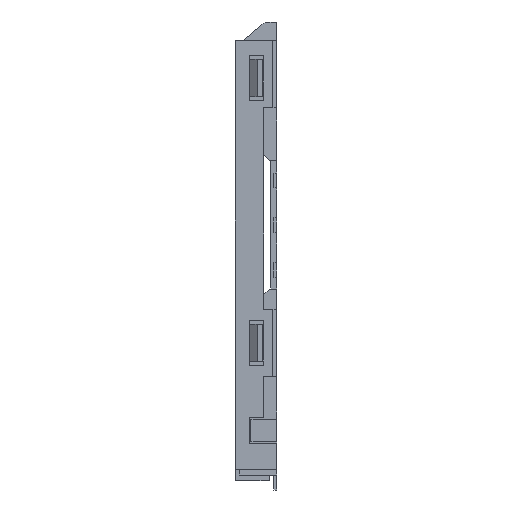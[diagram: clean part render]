
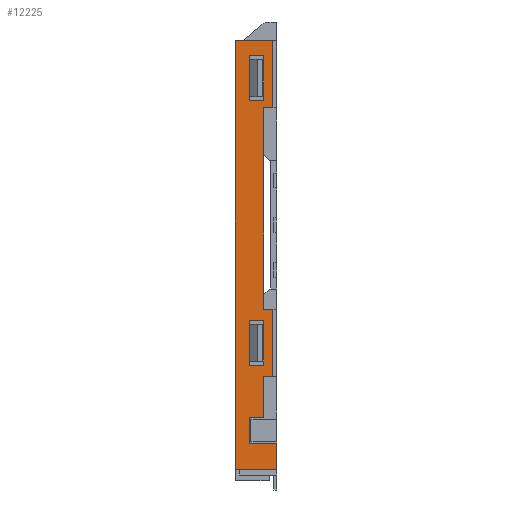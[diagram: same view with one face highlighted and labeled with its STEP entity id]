
A CAD part, left-side view. The second image highlights one B-rep face of the part: STEP entity #12225.
In plain terms, the highlighted planar face has unit normal (-1, 0, 0).
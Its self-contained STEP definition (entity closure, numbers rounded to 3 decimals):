
#377=DIRECTION('',(0.,0.,1.));
#378=VECTOR('',#377,0.7);
#379=CARTESIAN_POINT('',(-4.875,-0.08,-12.));
#380=LINE('',#379,#378);
#3026=DIRECTION('',(0.,1.,0.));
#3027=VECTOR('',#3026,1.01);
#3028=CARTESIAN_POINT('',(-4.875,0.02,-0.5));
#3029=LINE('',#3028,#3027);
#3764=DIRECTION('',(0.,-1.,0.));
#3765=VECTOR('',#3764,0.39);
#3766=CARTESIAN_POINT('',(-4.875,0.66,-8.));
#3767=LINE('',#3766,#3765);
#3768=DIRECTION('',(0.,0.,1.));
#3769=VECTOR('',#3768,1.2);
#3770=CARTESIAN_POINT('',(-4.875,0.66,-9.2));
#3771=LINE('',#3770,#3769);
#3772=DIRECTION('',(0.,1.,0.));
#3773=VECTOR('',#3772,0.39);
#3774=CARTESIAN_POINT('',(-4.875,0.27,-9.2));
#3775=LINE('',#3774,#3773);
#3776=DIRECTION('',(0.,0.,-1.));
#3777=VECTOR('',#3776,1.2);
#3778=CARTESIAN_POINT('',(-4.875,0.27,-8.));
#3779=LINE('',#3778,#3777);
#3780=DIRECTION('',(0.,-1.,0.));
#3781=VECTOR('',#3780,0.39);
#3782=CARTESIAN_POINT('',(-4.875,0.66,-0.9));
#3783=LINE('',#3782,#3781);
#3784=DIRECTION('',(0.,0.,1.));
#3785=VECTOR('',#3784,1.2);
#3786=CARTESIAN_POINT('',(-4.875,0.66,-2.1));
#3787=LINE('',#3786,#3785);
#3788=DIRECTION('',(0.,1.,0.));
#3789=VECTOR('',#3788,0.39);
#3790=CARTESIAN_POINT('',(-4.875,0.27,-2.1));
#3791=LINE('',#3790,#3789);
#3792=DIRECTION('',(0.,0.,-1.));
#3793=VECTOR('',#3792,1.2);
#3794=CARTESIAN_POINT('',(-4.875,0.27,-0.9));
#3795=LINE('',#3794,#3793);
#3796=DIRECTION('',(0.,-1.,0.));
#3797=VECTOR('',#3796,1.11);
#3798=CARTESIAN_POINT('',(-4.875,1.03,-12.));
#3799=LINE('',#3798,#3797);
#3800=DIRECTION('',(0.,0.,-1.));
#3801=VECTOR('',#3800,11.5);
#3802=CARTESIAN_POINT('',(-4.875,1.03,-0.5));
#3803=LINE('',#3802,#3801);
#3804=DIRECTION('',(0.,1.,0.));
#3805=VECTOR('',#3804,0.25);
#3806=CARTESIAN_POINT('',(-4.875,0.02,-2.3));
#3807=LINE('',#3806,#3805);
#3808=DIRECTION('',(0.,0.,1.));
#3809=VECTOR('',#3808,5.4);
#3810=CARTESIAN_POINT('',(-4.875,0.27,-7.7));
#3811=LINE('',#3810,#3809);
#3812=DIRECTION('',(0.,1.,0.));
#3813=VECTOR('',#3812,0.25);
#3814=CARTESIAN_POINT('',(-4.875,0.02,-7.7));
#3815=LINE('',#3814,#3813);
#3816=DIRECTION('',(0.,1.,0.));
#3817=VECTOR('',#3816,0.25);
#3818=CARTESIAN_POINT('',(-4.875,0.02,-9.5));
#3819=LINE('',#3818,#3817);
#3820=DIRECTION('',(0.,0.,1.));
#3821=VECTOR('',#3820,1.1);
#3822=CARTESIAN_POINT('',(-4.875,0.27,-10.6));
#3823=LINE('',#3822,#3821);
#3824=DIRECTION('',(0.,-1.,0.));
#3825=VECTOR('',#3824,0.39);
#3826=CARTESIAN_POINT('',(-4.875,0.66,-10.6));
#3827=LINE('',#3826,#3825);
#3828=DIRECTION('',(0.,0.,1.));
#3829=VECTOR('',#3828,0.7);
#3830=CARTESIAN_POINT('',(-4.875,0.66,-11.3));
#3831=LINE('',#3830,#3829);
#3832=DIRECTION('',(0.,1.,0.));
#3833=VECTOR('',#3832,0.74);
#3834=CARTESIAN_POINT('',(-4.875,-0.08,-11.3));
#3835=LINE('',#3834,#3833);
#3971=DIRECTION('',(0.,0.,-1.));
#3972=VECTOR('',#3971,1.8);
#3973=CARTESIAN_POINT('',(-4.875,0.02,-7.7));
#3974=LINE('',#3973,#3972);
#3983=DIRECTION('',(0.,0.,-1.));
#3984=VECTOR('',#3983,1.8);
#3985=CARTESIAN_POINT('',(-4.875,0.02,-0.5));
#3986=LINE('',#3985,#3984);
#6800=CARTESIAN_POINT('',(-4.875,0.02,-0.5));
#6801=CARTESIAN_POINT('',(-4.875,1.03,-0.5));
#6802=VERTEX_POINT('',#6800);
#6803=VERTEX_POINT('',#6801);
#7320=CARTESIAN_POINT('',(-4.875,0.66,-8.));
#7321=VERTEX_POINT('',#7320);
#7322=CARTESIAN_POINT('',(-4.875,0.27,-8.));
#7323=VERTEX_POINT('',#7322);
#7324=CARTESIAN_POINT('',(-4.875,0.27,-9.2));
#7325=VERTEX_POINT('',#7324);
#7326=CARTESIAN_POINT('',(-4.875,0.66,-9.2));
#7328=VERTEX_POINT('',#7326);
#7330=CARTESIAN_POINT('',(-4.875,0.66,-0.9));
#7331=VERTEX_POINT('',#7330);
#7332=CARTESIAN_POINT('',(-4.875,0.27,-0.9));
#7333=VERTEX_POINT('',#7332);
#7334=CARTESIAN_POINT('',(-4.875,0.27,-2.1));
#7335=VERTEX_POINT('',#7334);
#7336=CARTESIAN_POINT('',(-4.875,0.66,-2.1));
#7337=VERTEX_POINT('',#7336);
#7338=CARTESIAN_POINT('',(-4.875,0.66,-10.6));
#7339=VERTEX_POINT('',#7338);
#7340=CARTESIAN_POINT('',(-4.875,0.27,-10.6));
#7341=VERTEX_POINT('',#7340);
#7342=CARTESIAN_POINT('',(-4.875,0.27,-9.5));
#7343=VERTEX_POINT('',#7342);
#7344=CARTESIAN_POINT('',(-4.875,0.66,-11.3));
#7345=VERTEX_POINT('',#7344);
#7346=CARTESIAN_POINT('',(-4.875,0.27,-2.3));
#7347=VERTEX_POINT('',#7346);
#7348=CARTESIAN_POINT('',(-4.875,0.27,-7.7));
#7349=VERTEX_POINT('',#7348);
#7382=CARTESIAN_POINT('',(-4.875,-0.08,-11.3));
#7383=VERTEX_POINT('',#7382);
#7392=CARTESIAN_POINT('',(-4.875,0.02,-9.5));
#7393=VERTEX_POINT('',#7392);
#7394=CARTESIAN_POINT('',(-4.875,0.02,-2.3));
#7395=VERTEX_POINT('',#7394);
#7396=CARTESIAN_POINT('',(-4.875,0.02,-7.7));
#7397=VERTEX_POINT('',#7396);
#7427=CARTESIAN_POINT('',(-4.875,-0.08,-12.));
#7429=VERTEX_POINT('',#7427);
#7438=CARTESIAN_POINT('',(-4.875,1.03,-12.));
#7439=VERTEX_POINT('',#7438);
#12178=CARTESIAN_POINT('',(-4.875,1.03,-12.3));
#12179=DIRECTION('',(-1.,0.,0.));
#12180=DIRECTION('',(0.,-1.,0.));
#12181=AXIS2_PLACEMENT_3D('',#12178,#12179,#12180);
#12182=PLANE('',#12181);
#12183=ORIENTED_EDGE('',*,*,#10958,.F.);
#12184=ORIENTED_EDGE('',*,*,#10240,.F.);
#12185=ORIENTED_EDGE('',*,*,#11174,.F.);
#12187=ORIENTED_EDGE('',*,*,#12186,.T.);
#12189=ORIENTED_EDGE('',*,*,#12188,.T.);
#12191=ORIENTED_EDGE('',*,*,#12190,.F.);
#12193=ORIENTED_EDGE('',*,*,#12192,.F.);
#12195=ORIENTED_EDGE('',*,*,#12194,.T.);
#12197=ORIENTED_EDGE('',*,*,#12196,.T.);
#12199=ORIENTED_EDGE('',*,*,#12198,.F.);
#12201=ORIENTED_EDGE('',*,*,#12200,.F.);
#12203=ORIENTED_EDGE('',*,*,#12202,.F.);
#12205=ORIENTED_EDGE('',*,*,#12204,.F.);
#12206=ORIENTED_EDGE('',*,*,#7737,.F.);
#12207=EDGE_LOOP('',(#12183,#12184,#12185,#12187,#12189,#12191,#12193,#12195,
#12197,#12199,#12201,#12203,#12205,#12206));
#12208=FACE_OUTER_BOUND('',#12207,.F.);
#12209=ORIENTED_EDGE('',*,*,#12129,.F.);
#12210=ORIENTED_EDGE('',*,*,#12146,.F.);
#12211=ORIENTED_EDGE('',*,*,#12158,.F.);
#12212=ORIENTED_EDGE('',*,*,#12171,.F.);
#12213=EDGE_LOOP('',(#12209,#12210,#12211,#12212));
#12214=FACE_BOUND('',#12213,.F.);
#12216=ORIENTED_EDGE('',*,*,#12215,.F.);
#12218=ORIENTED_EDGE('',*,*,#12217,.F.);
#12220=ORIENTED_EDGE('',*,*,#12219,.F.);
#12222=ORIENTED_EDGE('',*,*,#12221,.F.);
#12223=EDGE_LOOP('',(#12216,#12218,#12220,#12222));
#12224=FACE_BOUND('',#12223,.F.);
#12225=ADVANCED_FACE('',(#12208,#12214,#12224),#12182,.T.);
#7737=EDGE_CURVE('',#7429,#7383,#380,.T.);
#10240=EDGE_CURVE('',#6803,#7439,#3803,.T.);
#10958=EDGE_CURVE('',#7439,#7429,#3799,.T.);
#11174=EDGE_CURVE('',#6802,#6803,#3029,.T.);
#12129=EDGE_CURVE('',#7331,#7333,#3783,.T.);
#12146=EDGE_CURVE('',#7337,#7331,#3787,.T.);
#12158=EDGE_CURVE('',#7335,#7337,#3791,.T.);
#12171=EDGE_CURVE('',#7333,#7335,#3795,.T.);
#12186=EDGE_CURVE('',#6802,#7395,#3986,.T.);
#12188=EDGE_CURVE('',#7395,#7347,#3807,.T.);
#12190=EDGE_CURVE('',#7349,#7347,#3811,.T.);
#12192=EDGE_CURVE('',#7397,#7349,#3815,.T.);
#12194=EDGE_CURVE('',#7397,#7393,#3974,.T.);
#12196=EDGE_CURVE('',#7393,#7343,#3819,.T.);
#12198=EDGE_CURVE('',#7341,#7343,#3823,.T.);
#12200=EDGE_CURVE('',#7339,#7341,#3827,.T.);
#12202=EDGE_CURVE('',#7345,#7339,#3831,.T.);
#12204=EDGE_CURVE('',#7383,#7345,#3835,.T.);
#12215=EDGE_CURVE('',#7321,#7323,#3767,.T.);
#12217=EDGE_CURVE('',#7328,#7321,#3771,.T.);
#12219=EDGE_CURVE('',#7325,#7328,#3775,.T.);
#12221=EDGE_CURVE('',#7323,#7325,#3779,.T.);
